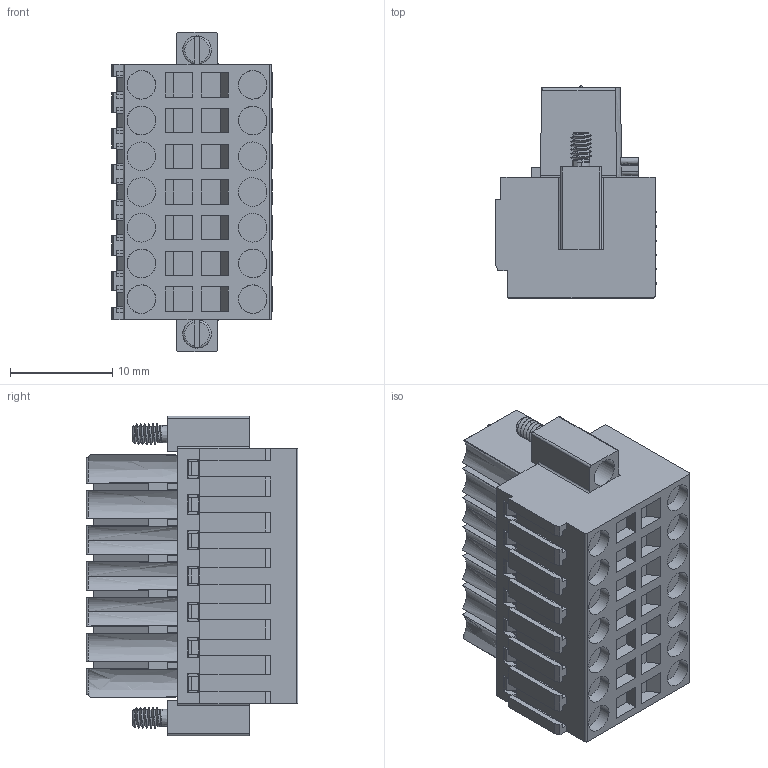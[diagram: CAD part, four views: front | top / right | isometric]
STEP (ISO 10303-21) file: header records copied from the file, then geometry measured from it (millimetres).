
FILE_DESCRIPTION( ('This file contains a STEP AP42 implementation' ,'as created by ZW3D STEP Interface translator.') ,'2;1' );
FILE_NAME( 'WJ15EDGKSH-3.5-2x07P.stp' ,'23 8 7.145927', (''), ('ZWCAD Software Co.'), 'Version 1.0', 'ZW3D to STEP translator', '' );
FILE_SCHEMA(('AUTOMOTIVE_DESIGN'));
Length unit declared in the file: millimetre
Products named in the file (2): 0; 15edgkshm
Bounding box: 15.71 x 20.75 x 31.3 mm (x, y, z)
Volume: 5457.6 mm3; surface area: 6382.6 mm2
Topology: 1 solids, 1 shells, 1886 faces, 5277 edges, 3390 vertices
Faces by surface type: bspline 1886
Entity records: 62097 total; most frequent: CARTESIAN_POINT 28571, ORIENTED_EDGE 10554, EDGE_CURVE 5277, B_SPLINE_CURVE_WITH_KNOTS 4853, VERTEX_POINT 3390, EDGE_LOOP 2021, FACE_OUTER_BOUND 1886, ADVANCED_FACE 1886
